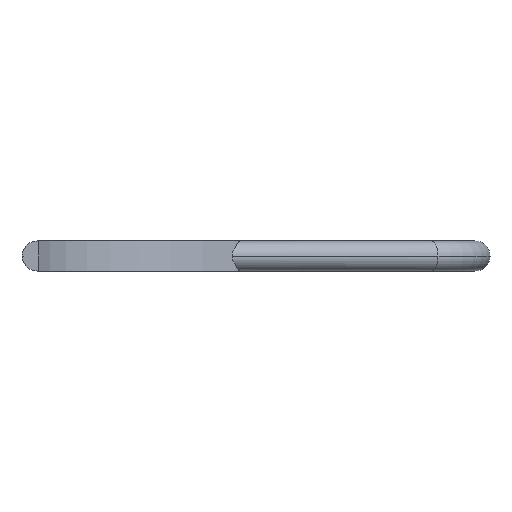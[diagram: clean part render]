
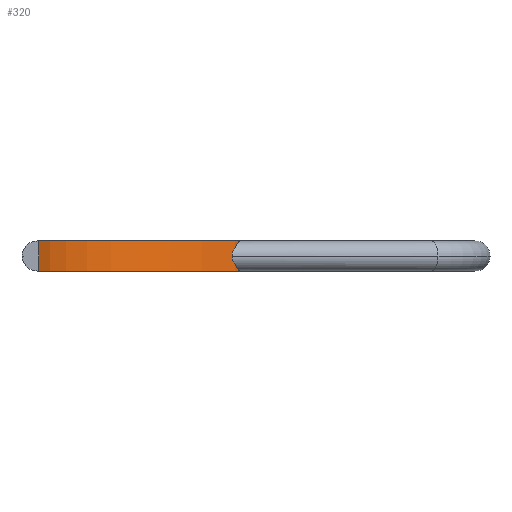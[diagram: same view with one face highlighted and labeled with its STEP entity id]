
A CAD part, front view. The second image highlights one B-rep face of the part: STEP entity #320.
In plain terms, the highlighted cylindrical face has radius 100 mm (diameter 200 mm), a partial arc.
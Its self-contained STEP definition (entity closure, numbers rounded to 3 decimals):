
#267=CARTESIAN_POINT('Vertex',(86.806,378.,0.)) ;
#270=CARTESIAN_POINT('Line Origine',(86.806,378.,7.5)) ;
#274=CARTESIAN_POINT('Vertex',(86.806,378.,15.)) ;
#290=CARTESIAN_POINT('Axis2P3D Location',(183.368,352.003,7.5)) ;
#295=CARTESIAN_POINT('Axis2P3D Location',(183.368,352.003,0.)) ;
#299=CARTESIAN_POINT('Vertex',(283.077,359.626,0.)) ;
#302=CARTESIAN_POINT('Line Origine',(283.077,359.626,7.5)) ;
#306=CARTESIAN_POINT('Vertex',(283.077,359.626,15.)) ;
#309=CARTESIAN_POINT('Axis2P3D Location',(183.368,352.003,15.)) ;
#272=VECTOR('Line Direction',#271,1.) ;
#304=VECTOR('Line Direction',#303,1.) ;
#271=DIRECTION('Vector Direction',(0.,0.,1.)) ;
#291=DIRECTION('Axis2P3D Direction',(0.,0.,1.)) ;
#292=DIRECTION('Axis2P3D XDirection',(0.997,0.076,0.)) ;
#296=DIRECTION('Axis2P3D Direction',(0.,0.,1.)) ;
#303=DIRECTION('Vector Direction',(0.,0.,1.)) ;
#310=DIRECTION('Axis2P3D Direction',(0.,0.,1.)) ;
#293=AXIS2_PLACEMENT_3D('Cylinder Axis2P3D',#290,#291,#292) ;
#297=AXIS2_PLACEMENT_3D('Circle Axis2P3D',#295,#296,$) ;
#311=AXIS2_PLACEMENT_3D('Circle Axis2P3D',#309,#310,$) ;
#273=LINE('Line',#270,#272) ;
#305=LINE('Line',#302,#304) ;
#298=CIRCLE('generated circle',#297,100.) ;
#312=CIRCLE('generated circle',#311,100.) ;
#294=CYLINDRICAL_SURFACE('generated cylinder',#293,100.) ;
#276=EDGE_CURVE('',#268,#275,#273,.T.) ;
#301=EDGE_CURVE('',#268,#300,#298,.F.) ;
#308=EDGE_CURVE('',#300,#307,#305,.T.) ;
#313=EDGE_CURVE('',#275,#307,#312,.F.) ;
#315=ORIENTED_EDGE('',*,*,#276,.F.) ;
#316=ORIENTED_EDGE('',*,*,#301,.T.) ;
#317=ORIENTED_EDGE('',*,*,#308,.T.) ;
#318=ORIENTED_EDGE('',*,*,#313,.F.) ;
#314=EDGE_LOOP('',(#315,#316,#317,#318)) ;
#268=VERTEX_POINT('',#267) ;
#275=VERTEX_POINT('',#274) ;
#300=VERTEX_POINT('',#299) ;
#307=VERTEX_POINT('',#306) ;
#320=ADVANCED_FACE('PartBody',(#319),#294,.F.) ;
#319=FACE_OUTER_BOUND('',#314,.T.) ;
